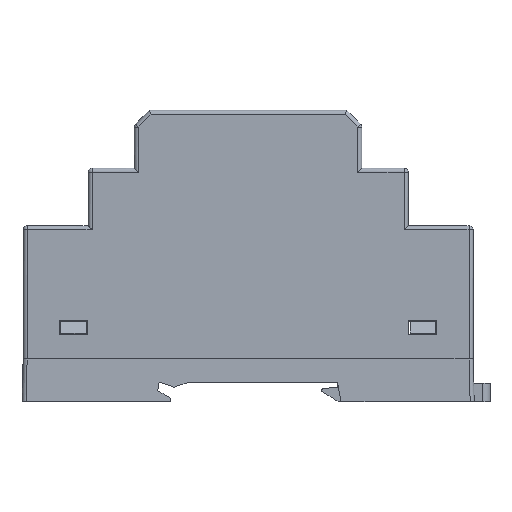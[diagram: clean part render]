
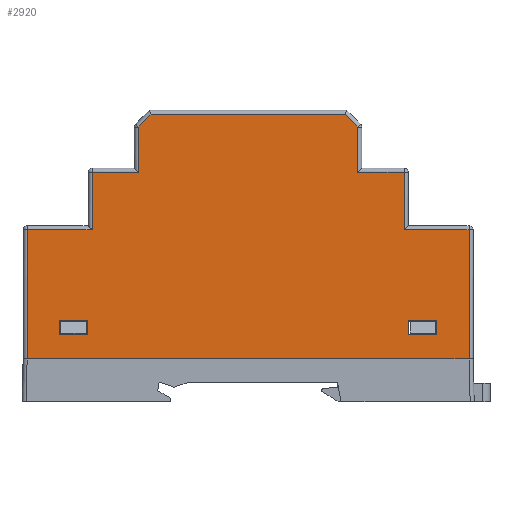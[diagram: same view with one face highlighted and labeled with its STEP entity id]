
A CAD part, left-side view. The second image highlights one B-rep face of the part: STEP entity #2920.
In plain terms, the highlighted planar face has unit normal (-1, 0, 0).
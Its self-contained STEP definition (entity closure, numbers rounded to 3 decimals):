
#2920=ADVANCED_FACE('',(#4520,#4521,#4522),#3993,.T.);
#3993=PLANE('',#24007);
#4520=FACE_BOUND('',#4994,.T.);
#4521=FACE_BOUND('',#4995,.T.);
#4522=FACE_BOUND('',#4996,.T.);
#4994=EDGE_LOOP('',(#7550,#7551,#7552,#7553));
#4995=EDGE_LOOP('',(#7554,#7555,#7556,#7557,#7558,#7559,#7560,#7561,#7562,
#7563,#7564,#7565,#7566,#7567));
#4996=EDGE_LOOP('',(#7568,#7569,#7570,#7571));
#7550=ORIENTED_EDGE('',*,*,#15702,.T.);
#7551=ORIENTED_EDGE('',*,*,#15692,.T.);
#7552=ORIENTED_EDGE('',*,*,#15696,.T.);
#7553=ORIENTED_EDGE('',*,*,#15700,.F.);
#7554=ORIENTED_EDGE('',*,*,#15769,.T.);
#7555=ORIENTED_EDGE('',*,*,#15770,.T.);
#7556=ORIENTED_EDGE('',*,*,#15771,.T.);
#7557=ORIENTED_EDGE('',*,*,#15772,.T.);
#7558=ORIENTED_EDGE('',*,*,#15773,.T.);
#7559=ORIENTED_EDGE('',*,*,#15774,.T.);
#7560=ORIENTED_EDGE('',*,*,#15775,.T.);
#7561=ORIENTED_EDGE('',*,*,#15776,.T.);
#7562=ORIENTED_EDGE('',*,*,#15559,.T.);
#7563=ORIENTED_EDGE('',*,*,#15558,.T.);
#7564=ORIENTED_EDGE('',*,*,#15555,.T.);
#7565=ORIENTED_EDGE('',*,*,#15777,.T.);
#7566=ORIENTED_EDGE('',*,*,#15778,.T.);
#7567=ORIENTED_EDGE('',*,*,#15779,.T.);
#7568=ORIENTED_EDGE('',*,*,#15676,.T.);
#7569=ORIENTED_EDGE('',*,*,#15678,.T.);
#7570=ORIENTED_EDGE('',*,*,#15670,.T.);
#7571=ORIENTED_EDGE('',*,*,#15673,.T.);
#13171=VERTEX_POINT('',#33022);
#13174=VERTEX_POINT('',#33027);
#13175=VERTEX_POINT('',#33031);
#13177=VERTEX_POINT('',#33037);
#13204=VERTEX_POINT('',#33098);
#13224=VERTEX_POINT('',#33142);
#13237=VERTEX_POINT('',#33179);
#13244=VERTEX_POINT('',#33196);
#13280=VERTEX_POINT('',#33276);
#13282=VERTEX_POINT('',#33280);
#13284=VERTEX_POINT('',#33286);
#13286=VERTEX_POINT('',#33292);
#13294=VERTEX_POINT('',#33321);
#13295=VERTEX_POINT('',#33323);
#13297=VERTEX_POINT('',#33329);
#13300=VERTEX_POINT('',#33337);
#13361=VERTEX_POINT('',#33489);
#13362=VERTEX_POINT('',#33491);
#13363=VERTEX_POINT('',#33493);
#13364=VERTEX_POINT('',#33496);
#13365=VERTEX_POINT('',#33499);
#13366=VERTEX_POINT('',#33502);
#15555=EDGE_CURVE('',#13171,#13174,#18868,.T.);
#15558=EDGE_CURVE('',#13175,#13171,#18870,.T.);
#15559=EDGE_CURVE('',#13177,#13175,#18871,.T.);
#15670=EDGE_CURVE('',#13280,#13282,#18951,.T.);
#15673=EDGE_CURVE('',#13282,#13284,#18954,.T.);
#15676=EDGE_CURVE('',#13284,#13286,#18957,.T.);
#15678=EDGE_CURVE('',#13286,#13280,#18959,.T.);
#15692=EDGE_CURVE('',#13295,#13294,#18973,.T.);
#15696=EDGE_CURVE('',#13294,#13297,#18977,.T.);
#15700=EDGE_CURVE('',#13300,#13297,#18981,.T.);
#15702=EDGE_CURVE('',#13300,#13295,#18983,.T.);
#15769=EDGE_CURVE('',#13361,#13204,#19032,.T.);
#15770=EDGE_CURVE('',#13204,#13362,#19033,.T.);
#15771=EDGE_CURVE('',#13362,#13363,#19034,.T.);
#15772=EDGE_CURVE('',#13363,#13244,#19035,.T.);
#15773=EDGE_CURVE('',#13244,#13364,#19036,.T.);
#15774=EDGE_CURVE('',#13364,#13237,#19037,.T.);
#15775=EDGE_CURVE('',#13237,#13365,#19038,.T.);
#15776=EDGE_CURVE('',#13365,#13177,#19039,.T.);
#15777=EDGE_CURVE('',#13174,#13366,#19040,.T.);
#15778=EDGE_CURVE('',#13366,#13224,#19041,.T.);
#15779=EDGE_CURVE('',#13224,#13361,#19042,.T.);
#18868=LINE('',#33028,#21542);
#18870=LINE('',#33034,#21544);
#18871=LINE('',#33036,#21545);
#18951=LINE('',#33281,#21625);
#18954=LINE('',#33287,#21628);
#18957=LINE('',#33293,#21631);
#18959=LINE('',#33296,#21633);
#18973=LINE('',#33322,#21647);
#18977=LINE('',#33331,#21651);
#18981=LINE('',#33338,#21655);
#18983=LINE('',#33341,#21657);
#19032=LINE('',#33488,#21706);
#19033=LINE('',#33490,#21707);
#19034=LINE('',#33492,#21708);
#19035=LINE('',#33494,#21709);
#19036=LINE('',#33495,#21710);
#19037=LINE('',#33497,#21711);
#19038=LINE('',#33498,#21712);
#19039=LINE('',#33500,#21713);
#19040=LINE('',#33501,#21714);
#19041=LINE('',#33503,#21715);
#19042=LINE('',#33504,#21716);
#21542=VECTOR('',#26613,1.);
#21544=VECTOR('',#26619,1.);
#21545=VECTOR('',#26622,1.);
#21625=VECTOR('',#26820,1.);
#21628=VECTOR('',#26825,1.);
#21631=VECTOR('',#26830,1.);
#21633=VECTOR('',#26834,1.);
#21647=VECTOR('',#26856,1.);
#21651=VECTOR('',#26862,1.);
#21655=VECTOR('',#26868,1.);
#21657=VECTOR('',#26872,1.);
#21706=VECTOR('',#26997,1.);
#21707=VECTOR('',#26998,1.);
#21708=VECTOR('',#26999,1.);
#21709=VECTOR('',#27000,1.);
#21710=VECTOR('',#27001,1.);
#21711=VECTOR('',#27002,1.);
#21712=VECTOR('',#27003,1.);
#21713=VECTOR('',#27004,1.);
#21714=VECTOR('',#27005,1.);
#21715=VECTOR('',#27006,1.);
#21716=VECTOR('',#27007,1.);
#24007=AXIS2_PLACEMENT_3D('',#33505,#27008,#27009);
#26613=DIRECTION('',(0.,0.707,-0.707));
#26619=DIRECTION('',(0.,1.,0.));
#26622=DIRECTION('',(0.,0.707,0.707));
#26820=DIRECTION('',(0.,0.,1.));
#26825=DIRECTION('',(0.,-1.,0.));
#26830=DIRECTION('',(0.,0.,-1.));
#26834=DIRECTION('',(0.,1.,0.));
#26856=DIRECTION('',(0.,-1.,0.));
#26862=DIRECTION('',(0.,0.,-1.));
#26868=DIRECTION('',(0.,-1.,0.));
#26872=DIRECTION('',(0.,0.,1.));
#26997=DIRECTION('',(0.,1.,0.));
#26998=DIRECTION('',(0.,0.,-1.));
#26999=DIRECTION('',(0.,-1.,0.));
#27000=DIRECTION('',(0.,0.,1.));
#27001=DIRECTION('',(0.,1.,0.));
#27002=DIRECTION('',(0.,0.,1.));
#27003=DIRECTION('',(0.,1.,0.));
#27004=DIRECTION('',(0.,0.,1.));
#27005=DIRECTION('',(0.,0.,-1.));
#27006=DIRECTION('',(0.,1.,0.));
#27007=DIRECTION('',(0.,0.,-1.));
#27008=DIRECTION('',(-1.,0.,0.));
#27009=DIRECTION('',(0.,0.,1.));
#33022=CARTESIAN_POINT('',(-25.977,19.319,57.2));
#33027=CARTESIAN_POINT('',(-25.977,21.85,54.669));
#33028=CARTESIAN_POINT('',(-25.977,34.009,42.509));
#33031=CARTESIAN_POINT('',(-25.977,-19.319,57.2));
#33034=CARTESIAN_POINT('',(-25.977,0.,57.2));
#33036=CARTESIAN_POINT('',(-25.977,-34.009,42.509));
#33037=CARTESIAN_POINT('',(-25.977,-21.85,54.669));
#33098=CARTESIAN_POINT('',(-25.977,43.977,34.2));
#33142=CARTESIAN_POINT('',(-25.977,31.05,45.7));
#33179=CARTESIAN_POINT('',(-25.977,-31.05,45.7));
#33196=CARTESIAN_POINT('',(-25.977,-43.977,34.2));
#33276=CARTESIAN_POINT('',(-25.977,-31.894,13.338));
#33280=CARTESIAN_POINT('',(-25.977,-31.894,16.165));
#33281=CARTESIAN_POINT('',(-25.977,-31.894,8.5));
#33286=CARTESIAN_POINT('',(-25.977,-37.524,16.165));
#33287=CARTESIAN_POINT('',(-25.977,0.,16.165));
#33292=CARTESIAN_POINT('',(-25.977,-37.524,13.338));
#33293=CARTESIAN_POINT('',(-25.977,-37.524,8.5));
#33296=CARTESIAN_POINT('',(-25.977,0.,13.338));
#33321=CARTESIAN_POINT('',(-25.977,31.894,16.165));
#33322=CARTESIAN_POINT('',(-25.977,0.,16.165));
#33323=CARTESIAN_POINT('',(-25.977,37.524,16.165));
#33329=CARTESIAN_POINT('',(-25.977,31.894,13.338));
#33331=CARTESIAN_POINT('',(-25.977,31.894,8.5));
#33337=CARTESIAN_POINT('',(-25.977,37.524,13.338));
#33338=CARTESIAN_POINT('',(-25.977,29.959,13.338));
#33341=CARTESIAN_POINT('',(-25.977,37.524,8.5));
#33488=CARTESIAN_POINT('',(-25.977,44.777,34.2));
#33489=CARTESIAN_POINT('',(-25.977,31.05,34.2));
#33490=CARTESIAN_POINT('',(-25.977,43.977,8.5));
#33491=CARTESIAN_POINT('',(-25.977,43.977,8.5));
#33492=CARTESIAN_POINT('',(-25.977,0.,8.5));
#33493=CARTESIAN_POINT('',(-25.977,-43.977,8.5));
#33494=CARTESIAN_POINT('',(-25.977,-43.977,8.5));
#33495=CARTESIAN_POINT('',(-25.977,-31.85,34.2));
#33496=CARTESIAN_POINT('',(-25.977,-31.05,34.2));
#33497=CARTESIAN_POINT('',(-25.977,-31.05,46.5));
#33498=CARTESIAN_POINT('',(-25.977,-22.65,45.7));
#33499=CARTESIAN_POINT('',(-25.977,-21.85,45.7));
#33500=CARTESIAN_POINT('',(-25.977,-21.85,55.));
#33501=CARTESIAN_POINT('',(-25.977,21.85,8.5));
#33502=CARTESIAN_POINT('',(-25.977,21.85,45.7));
#33503=CARTESIAN_POINT('',(-25.977,31.85,45.7));
#33504=CARTESIAN_POINT('',(-25.977,31.05,8.5));
#33505=CARTESIAN_POINT('',(-25.977,0.,8.5));
